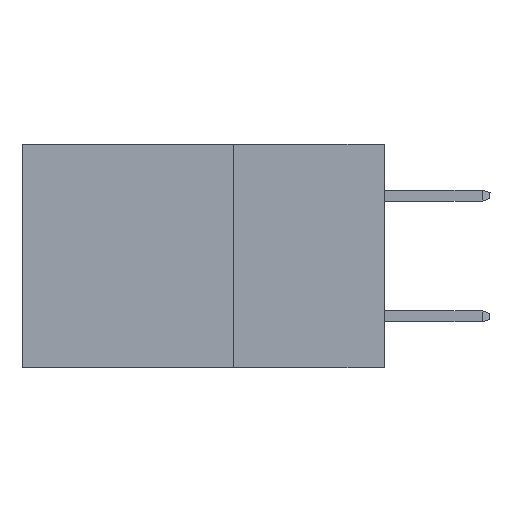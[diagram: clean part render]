
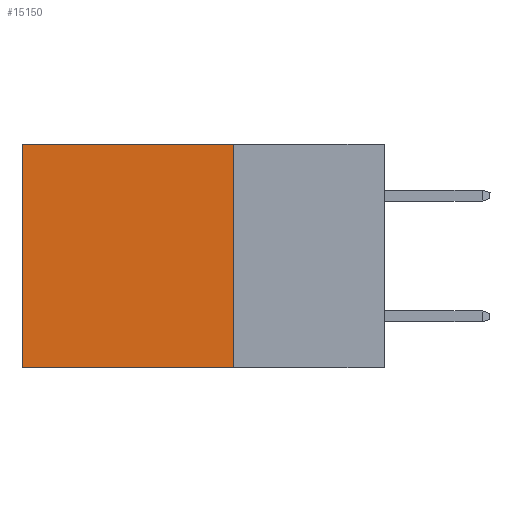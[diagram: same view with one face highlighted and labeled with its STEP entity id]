
A CAD part, left-side view. The second image highlights one B-rep face of the part: STEP entity #15150.
In plain terms, the highlighted planar face has unit normal (-1, 0, 0).
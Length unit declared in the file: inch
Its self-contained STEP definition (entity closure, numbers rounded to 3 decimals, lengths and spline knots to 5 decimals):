
#1671 = LINE ( 'NONE', #2427, #11555 ) ;
#2064 = VERTEX_POINT ( 'NONE', #3747 ) ;
#2427 = CARTESIAN_POINT ( 'NONE',  ( 0.298, 0.25, 0. ) ) ;
#3140 = CARTESIAN_POINT ( 'NONE',  ( 0.298, 0.25, 0. ) ) ;
#3747 = CARTESIAN_POINT ( 'NONE',  ( 0.298, 0.6, 0. ) ) ;
#4302 = DIRECTION ( 'NONE',  ( 0., 1., 0. ) ) ;
#4458 = AXIS2_PLACEMENT_3D ( 'NONE', #3140, #18925, #23480 ) ;
#5297 = ORIENTED_EDGE ( 'NONE', *, *, #26367, .F. ) ;
#6793 = VERTEX_POINT ( 'NONE', #20485 ) ;
#6796 = CARTESIAN_POINT ( 'NONE',  ( 0.298, 0.25, -0.37 ) ) ;
#7241 = EDGE_LOOP ( 'NONE', ( #15076, #5297, #12634, #14888 ) ) ;
#7752 = VECTOR ( 'NONE', #8187, 39.37008 ) ;
#8187 = DIRECTION ( 'NONE',  ( 0., 0., -1. ) ) ;
#8783 = LINE ( 'NONE', #10044, #7752 ) ;
#9546 = CARTESIAN_POINT ( 'NONE',  ( 0.298, 0.25, 0. ) ) ;
#10044 = CARTESIAN_POINT ( 'NONE',  ( 0.298, 0.6, 0. ) ) ;
#11555 = VECTOR ( 'NONE', #4302, 39.37008 ) ;
#12281 = LINE ( 'NONE', #9546, #25068 ) ;
#12634 = ORIENTED_EDGE ( 'NONE', *, *, #25406, .F. ) ;
#13260 = VECTOR ( 'NONE', #14366, 39.37008 ) ;
#14051 = PLANE ( 'NONE',  #4458 ) ;
#14164 = EDGE_CURVE ( 'NONE', #2064, #6793, #8783, .T. ) ;
#14366 = DIRECTION ( 'NONE',  ( 0., 1., 0. ) ) ;
#14673 = LINE ( 'NONE', #19144, #13260 ) ;
#14888 = ORIENTED_EDGE ( 'NONE', *, *, #25713, .T. ) ;
#15076 = ORIENTED_EDGE ( 'NONE', *, *, #14164, .T. ) ;
#15150 = ADVANCED_FACE ( 'NONE', ( #25035 ), #14051, .F. ) ;
#18925 = DIRECTION ( 'NONE',  ( 1., 0., 0. ) ) ;
#19144 = CARTESIAN_POINT ( 'NONE',  ( 0.298, 0.25, -0.37 ) ) ;
#20485 = CARTESIAN_POINT ( 'NONE',  ( 0.298, 0.6, -0.37 ) ) ;
#20894 = DIRECTION ( 'NONE',  ( 0., 0., -1. ) ) ;
#23139 = VERTEX_POINT ( 'NONE', #27745 ) ;
#23480 = DIRECTION ( 'NONE',  ( 0., 0., -1. ) ) ;
#25035 = FACE_OUTER_BOUND ( 'NONE', #7241, .T. ) ;
#25068 = VECTOR ( 'NONE', #20894, 39.37008 ) ;
#25406 = EDGE_CURVE ( 'NONE', #23139, #25616, #12281, .T. ) ;
#25616 = VERTEX_POINT ( 'NONE', #6796 ) ;
#25713 = EDGE_CURVE ( 'NONE', #23139, #2064, #1671, .T. ) ;
#26367 = EDGE_CURVE ( 'NONE', #25616, #6793, #14673, .T. ) ;
#27745 = CARTESIAN_POINT ( 'NONE',  ( 0.298, 0.25, 0. ) ) ;
